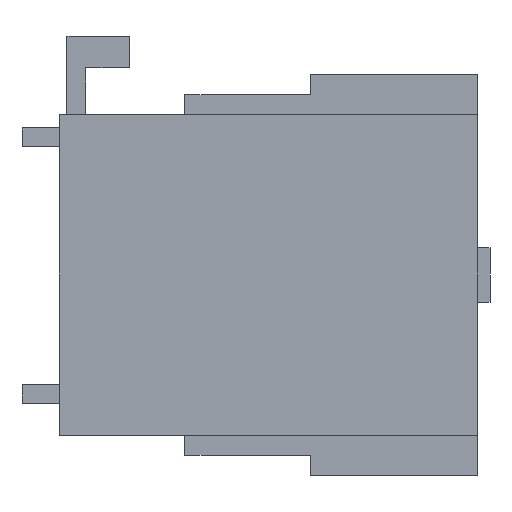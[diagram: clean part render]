
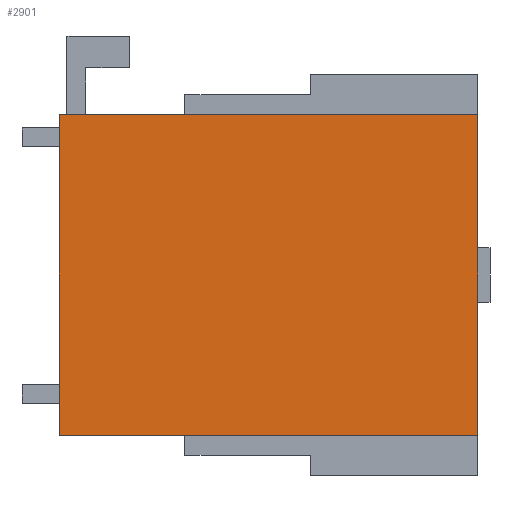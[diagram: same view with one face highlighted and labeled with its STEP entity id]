
A CAD part, left-side view. The second image highlights one B-rep face of the part: STEP entity #2901.
In plain terms, the highlighted planar face has unit normal (-1, 0, 0).
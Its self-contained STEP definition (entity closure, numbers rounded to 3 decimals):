
#983=CARTESIAN_POINT('POINT11488',(-19.393,0.,-13.04
   ));
#984=VERTEX_POINT('VERTEX11488',#983);
#991=CARTESIAN_POINT('POINT11489',(-19.393,0.,13.04)
   );
#992=VERTEX_POINT('VERTEX11489',#991);
#993=CARTESIAN_POINT('POS20146',(-19.393,0.,
   -16.3));
#994=DIRECTION('DIR26501',(0.,0.,1.));
#995=VECTOR('VEC13791',#994,25.4);
#996=LINE('STRAIGHT13791',#993,#995);
#997=EDGE_CURVE('EDGE17441',#984,#992,#996,.T.);
#2859=CARTESIAN_POINT('POINT11677',(-19.393,-34.,
   -13.04));
#2860=VERTEX_POINT('VERTEX11677',#2859);
#2863=CARTESIAN_POINT('POS20353',(-19.393,-25.5,
   -13.04));
#2864=DIRECTION('DIR26771',(0.,-1.,0.));
#2865=VECTOR('VEC13935',#2864,25.4);
#2866=LINE('STRAIGHT13935',#2863,#2865);
#2867=EDGE_CURVE('EDGE17648',#984,#2860,#2866,.T.);
#2878=ORIENTED_EDGE('COEDGE35103',*,*,#2867,.T.);
#2879=CARTESIAN_POINT('POINT11678',(-19.393,-34.,
   13.04));
#2880=VERTEX_POINT('VERTEX11678',#2879);
#2881=CARTESIAN_POINT('POS20355',(-19.393,-34.,
   13.04));
#2882=DIRECTION('DIR26774',(0.,0.
   ,-1.));
#2883=VECTOR('VEC13936',#2882,25.4);
#2884=LINE('STRAIGHT13936',#2881,#2883);
#2885=EDGE_CURVE('EDGE17649',#2880,#2860,#2884,.T.);
#2886=ORIENTED_EDGE('COEDGE35104',*,*,#2885,.F.);
#2887=CARTESIAN_POINT('POS20356',(-19.393,-20.392,
   13.04));
#2888=DIRECTION('DIR26775',(0.,-1.,
   0.));
#2889=VECTOR('VEC13937',#2888,25.4);
#2890=LINE('STRAIGHT13937',#2887,#2889);
#2891=EDGE_CURVE('EDGE17650',#992,#2880,#2890,.T.);
#2892=ORIENTED_EDGE('COEDGE35105',*,*,#2891,.F.);
#2893=ORIENTED_EDGE('COEDGE35106',*,*,#997,.F.);
#2894=EDGE_LOOP('NONE',(#2878,#2886,#2892,#2893));
#2895=FACE_BOUND('LOOP1',#2894,.T.);
#2896=CARTESIAN_POINT('POS20357',(-19.393,-27.196,
   0.));
#2897=DIRECTION('DIR26776',(1.,0.,
   0.));
#2898=DIRECTION('DIR26777',(0.,1.,
   0.));
#2899=AXIS2_PLACEMENT_3D('AXIS6420',#2896,#2897,#2898);
#2900=PLANE('PLANE5032',#2899);
#2901=ADVANCED_FACE('FACE6942',(#2895),#2900,.F.);
